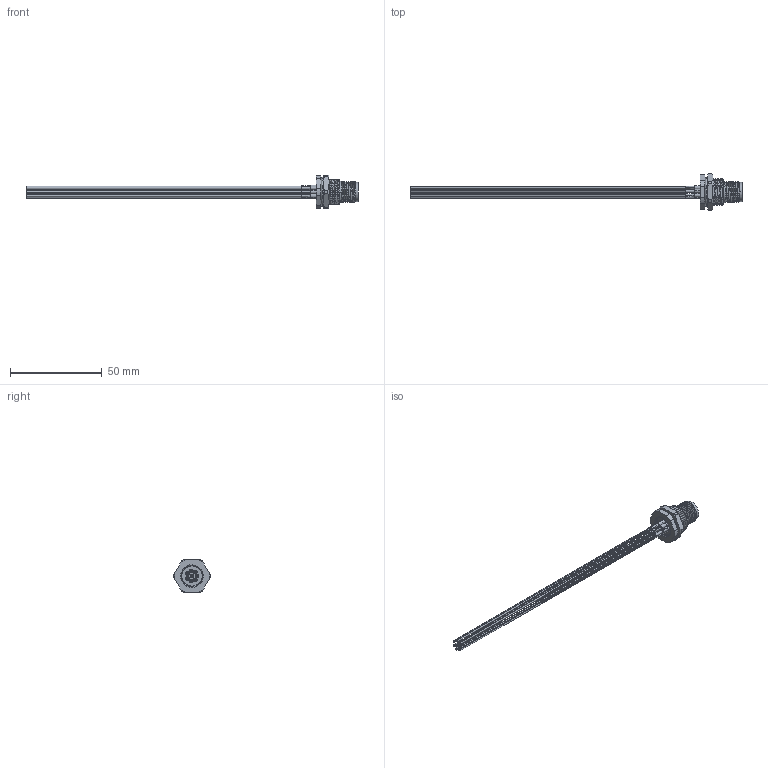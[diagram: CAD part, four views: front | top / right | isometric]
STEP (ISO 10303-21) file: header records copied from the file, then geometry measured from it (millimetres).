
FILE_DESCRIPTION (( 'STEP AP203' ), '1' );
FILE_NAME ('10-05268_revA.STEP', '2023-04-04T00:04:33', ( '' ), ( '' ), 'SwSTEP 2.0', 'SolidWorks 2021', '' );
FILE_SCHEMA (( 'CONFIG_CONTROL_DESIGN' ));
Length unit declared in the file: millimetre
Products named in the file (16): 30-01767_blunt cut; 30-01762_blunt cut; 30-01763_blunt cut; 54-00198-05___; 30-01766_blunt cut; 54-00198; 30-01764_blunt cut; 54-00198-01___; Heat shrink; 54-00198-04___; 30-01768_blunt cut; 30-01769_blunt cut; 10-05268_revA; 30-01765_blunt cut; 54-00198-02; 54-00198-03___
Assembly tree (29 placements, depth 3):
  10-05268_revA
    54-00198
      54-00198-01___
      54-00198-02
      54-00198-05___
      54-00198-04___
      54-00198-03___  x8
    30-01762_blunt cut
    Heat shrink  x8
    30-01764_blunt cut
    30-01763_blunt cut
    30-01765_blunt cut
    30-01766_blunt cut
    30-01767_blunt cut
    30-01768_blunt cut
    30-01769_blunt cut
Bounding box: 181 x 19.99 x 18 mm (x, y, z)
Volume: 4203.9 mm3; surface area: 34353.1 mm2
Topology: 348 solids, 348 shells, 2521 faces, 5228 edges, 3433 vertices
Faces by surface type: cylinder 1523, plane 772, cone 81, bspline 77, torus 52, sphere 16
Entity records: 77599 total; most frequent: CARTESIAN_POINT 25213, DIRECTION 11565, ORIENTED_EDGE 9192, AXIS2_PLACEMENT_3D 5027, EDGE_CURVE 4596, VERTEX_POINT 3055, EDGE_LOOP 2907, CIRCLE 2816
